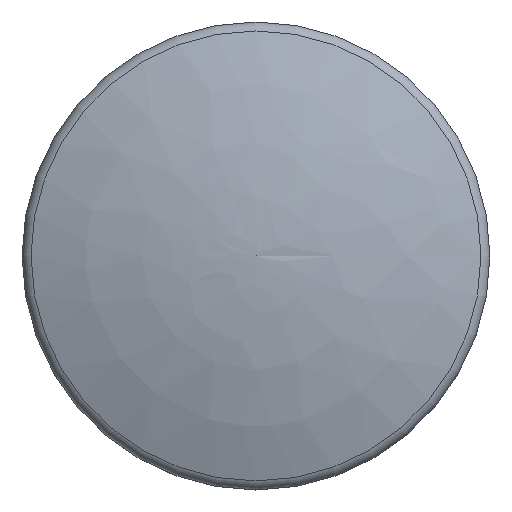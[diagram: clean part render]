
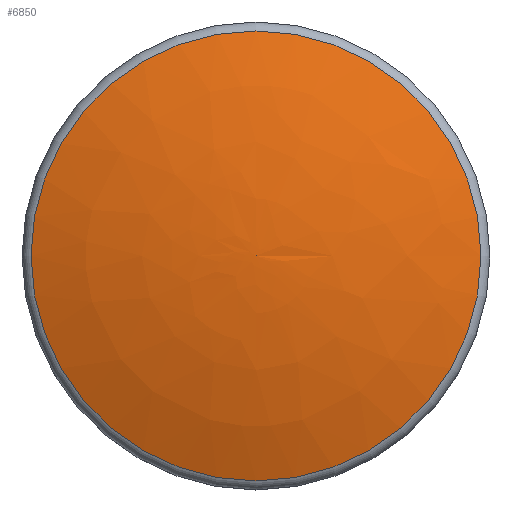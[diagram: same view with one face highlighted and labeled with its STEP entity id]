
A CAD part, top view. The second image highlights one B-rep face of the part: STEP entity #6850.
In plain terms, the highlighted free-form (B-spline) face has degree [2, 2] with [3, 9] control points.
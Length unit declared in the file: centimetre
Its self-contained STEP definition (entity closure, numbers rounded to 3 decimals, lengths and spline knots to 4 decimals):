
#59=(
BOUNDED_SURFACE()
B_SPLINE_SURFACE(2,2,((#9840,#9841,#9842,#9843,#9844,#9845,#9846,#9847,
#9848),(#9849,#9850,#9851,#9852,#9853,#9854,#9855,#9856,#9857),(#9858,#9859,
#9860,#9861,#9862,#9863,#9864,#9865,#9866)),.UNSPECIFIED.,.F.,.T.,.F.)
B_SPLINE_SURFACE_WITH_KNOTS((3,3),(3,2,2,2,3),(-1.5607,-1.2218),
(-3.1416,-1.5708,0.,1.5708,3.1416),
 .UNSPECIFIED.)
GEOMETRIC_REPRESENTATION_ITEM()
RATIONAL_B_SPLINE_SURFACE(((1.,0.707,1.,0.707,1.,
0.707,1.,0.707,1.),(0.986,0.697,
0.986,0.697,0.986,0.697,
0.986,0.697,0.986),(1.,0.707,
1.,0.707,1.,0.707,1.,0.707,1.)))
REPRESENTATION_ITEM('')
SURFACE()
);
#392=FACE_OUTER_BOUND('',#762,.T.);
#762=EDGE_LOOP('',(#4746,#4747,#4748));
#2792=CIRCLE('',#7245,1.1539);
#2793=CIRCLE('',#7246,3.478);
#3013=VERTEX_POINT('',#9837);
#3014=VERTEX_POINT('',#9867);
#3705=EDGE_CURVE('',#3013,#3013,#2792,.T.);
#3706=EDGE_CURVE('',#3013,#3014,#2793,.T.);
#4746=ORIENTED_EDGE('',*,*,#3705,.F.);
#4747=ORIENTED_EDGE('',*,*,#3706,.T.);
#4748=ORIENTED_EDGE('',*,*,#3706,.F.);
#6850=ADVANCED_FACE('',(#392),#59,.F.);
#7245=AXIS2_PLACEMENT_3D('',#9839,#7852,#7853);
#7246=AXIS2_PLACEMENT_3D('',#9868,#7854,#7855);
#7852=DIRECTION('center_axis',(0.,0.,
-1.));
#7853=DIRECTION('ref_axis',(0.,-1.,0.));
#7854=DIRECTION('center_axis',(0.,-1.,0.));
#7855=DIRECTION('ref_axis',(1.,0.,0.));
#9837=CARTESIAN_POINT('',(1.1539,0.,3.6941));
#9839=CARTESIAN_POINT('Origin',(0.,0.,
3.6941));
#9840=CARTESIAN_POINT('Ctrl Pts',(0.,0.,
3.9036));
#9841=CARTESIAN_POINT('Ctrl Pts',(0.,0.,
3.9036));
#9842=CARTESIAN_POINT('Ctrl Pts',(0.,0.,
3.9036));
#9843=CARTESIAN_POINT('Ctrl Pts',(0.,0.,
3.9036));
#9844=CARTESIAN_POINT('Ctrl Pts',(0.,0.,
3.9036));
#9845=CARTESIAN_POINT('Ctrl Pts',(0.,0.,
3.9036));
#9846=CARTESIAN_POINT('Ctrl Pts',(0.,0.,
3.9036));
#9847=CARTESIAN_POINT('Ctrl Pts',(0.,0.,
3.9036));
#9848=CARTESIAN_POINT('Ctrl Pts',(0.,0.,
3.9036));
#9849=CARTESIAN_POINT('Ctrl Pts',(0.5949,0.,
3.8975));
#9850=CARTESIAN_POINT('Ctrl Pts',(0.5949,-0.5949,3.8975));
#9851=CARTESIAN_POINT('Ctrl Pts',(0.,-0.5949,
3.8975));
#9852=CARTESIAN_POINT('Ctrl Pts',(-0.5949,-0.5949,3.8975));
#9853=CARTESIAN_POINT('Ctrl Pts',(-0.5949,0.,
3.8975));
#9854=CARTESIAN_POINT('Ctrl Pts',(-0.5949,0.5949,3.8975));
#9855=CARTESIAN_POINT('Ctrl Pts',(0.,0.5949,
3.8975));
#9856=CARTESIAN_POINT('Ctrl Pts',(0.5949,0.5949,3.8975));
#9857=CARTESIAN_POINT('Ctrl Pts',(0.5949,0.,
3.8975));
#9858=CARTESIAN_POINT('Ctrl Pts',(1.1539,0.,
3.6941));
#9859=CARTESIAN_POINT('Ctrl Pts',(1.1539,-1.1539,3.6941));
#9860=CARTESIAN_POINT('Ctrl Pts',(0.,-1.1539,
3.6941));
#9861=CARTESIAN_POINT('Ctrl Pts',(-1.1539,-1.1539,3.6941));
#9862=CARTESIAN_POINT('Ctrl Pts',(-1.1539,0.,
3.6941));
#9863=CARTESIAN_POINT('Ctrl Pts',(-1.1539,1.1539,3.6941));
#9864=CARTESIAN_POINT('Ctrl Pts',(0.,1.1539,
3.6941));
#9865=CARTESIAN_POINT('Ctrl Pts',(1.1539,1.1539,3.6941));
#9866=CARTESIAN_POINT('Ctrl Pts',(1.1539,0.,
3.6941));
#9867=CARTESIAN_POINT('',(0.,0.,3.9036));
#9868=CARTESIAN_POINT('Origin',(-0.0353,0.,
0.4258));
